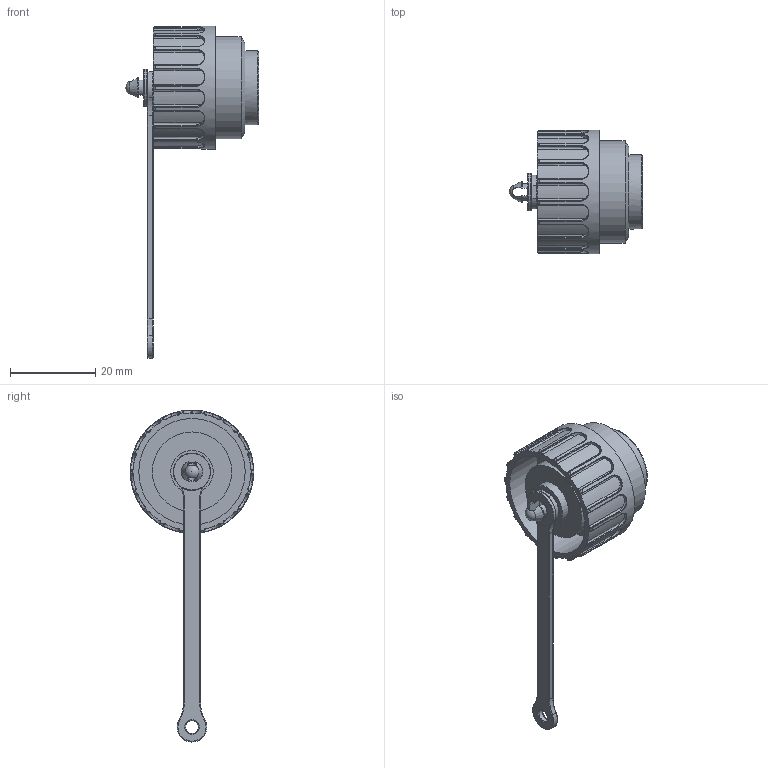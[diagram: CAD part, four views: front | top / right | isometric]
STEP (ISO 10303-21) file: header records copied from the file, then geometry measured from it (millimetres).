
FILE_DESCRIPTION(/* description */ (''),/* implementation_level */ '2;1');
FILE_NAME(/* name */ 'C016_00V000_000_12_02.stp',/* time_stamp */ '2015-06-23T11:13:37+02:00',/* author */ (''),/* organization */ (''),/* preprocessor_version */ 'ST-DEVELOPER v11',/* originating_system */ 'SIEMENS PLM Software NX 7.5',/* authorisation */ '');
FILE_SCHEMA (('CONFIG_CONTROL_DESIGN'));
Length unit declared in the file: millimetre
Products named in the file (4): DSB 4,3_01; N 24 007 0001 10_04; T 2916 004 9_07; C016 00V000 000 12_02
Assembly tree (3 placements, depth 2):
  C016 00V000 000 12_02
    T 2916 004 9_07
    N 24 007 0001 10_04
    DSB 4,3_01
Bounding box: 31.31 x 29 x 78 mm (x, y, z)
Volume: 7976.5 mm3; surface area: 6509.6 mm2
Topology: 3 solids, 3 shells, 429 faces, 1079 edges, 661 vertices
Faces by surface type: bspline 191, cylinder 158, plane 74, cone 5, sphere 1
Full cylindrical faces by diameter (mm): 3 x1, 4 x1, 4.3 x1, 5.2 x1, 6 x1, 8.8 x1, 10 x1, 13.7 x1, 17.4 x1, 18.7 x1, 24 x1, 25 x1, 29 x1
Entity records: 17384 total; most frequent: CARTESIAN_POINT 8183, ORIENTED_EDGE 2102, DIRECTION 1480, EDGE_CURVE 1051, VERTEX_POINT 661, AXIS2_PLACEMENT_3D 617, EDGE_LOOP 469, ADVANCED_FACE 429
